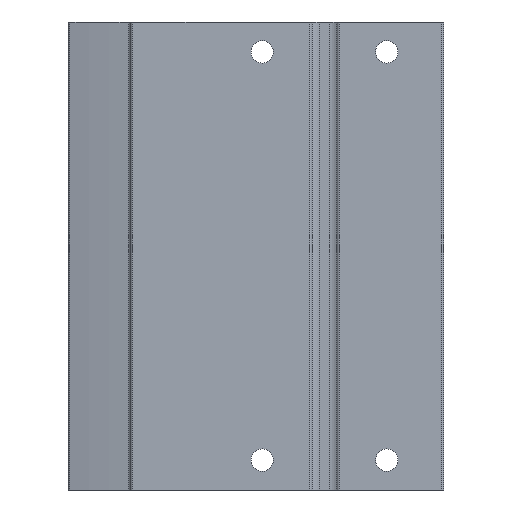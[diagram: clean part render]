
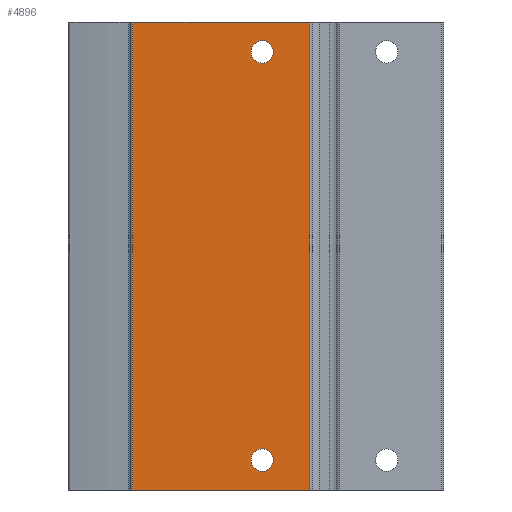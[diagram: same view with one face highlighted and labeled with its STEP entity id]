
A CAD part, front view. The second image highlights one B-rep face of the part: STEP entity #4896.
In plain terms, the highlighted planar face has unit normal (0, -1, 0).
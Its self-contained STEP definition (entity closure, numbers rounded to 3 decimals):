
#179=PLANE('',#5307);
#356=CIRCLE('',#5308,2.25);
#357=CIRCLE('',#5309,2.25);
#682=ORIENTED_EDGE('',*,*,#1978,.F.);
#683=ORIENTED_EDGE('',*,*,#1979,.F.);
#684=ORIENTED_EDGE('',*,*,#1980,.F.);
#685=ORIENTED_EDGE('',*,*,#1977,.F.);
#686=ORIENTED_EDGE('',*,*,#1981,.T.);
#687=ORIENTED_EDGE('',*,*,#1982,.T.);
#1977=EDGE_CURVE('',#2622,#2621,#3093,.T.);
#1978=EDGE_CURVE('',#2623,#2623,#356,.T.);
#1979=EDGE_CURVE('',#2624,#2624,#357,.T.);
#1980=EDGE_CURVE('',#2621,#2625,#3094,.T.);
#1981=EDGE_CURVE('',#2622,#2626,#3095,.T.);
#1982=EDGE_CURVE('',#2626,#2625,#3096,.T.);
#2621=VERTEX_POINT('',#7654);
#2622=VERTEX_POINT('',#7656);
#2623=VERTEX_POINT('',#7660);
#2624=VERTEX_POINT('',#7662);
#2625=VERTEX_POINT('',#7664);
#2626=VERTEX_POINT('',#7666);
#3093=LINE('',#7657,#3451);
#3094=LINE('',#7663,#3452);
#3095=LINE('',#7665,#3453);
#3096=LINE('',#7667,#3454);
#3451=VECTOR('',#5956,1000.);
#3452=VECTOR('',#5963,1000.);
#3453=VECTOR('',#5964,1000.);
#3454=VECTOR('',#5965,1000.);
#3814=EDGE_LOOP('',(#682));
#3815=EDGE_LOOP('',(#683));
#3816=EDGE_LOOP('',(#684,#685,#686,#687));
#4310=FACE_BOUND('',#3814,.T.);
#4311=FACE_BOUND('',#3815,.T.);
#4312=FACE_BOUND('',#3816,.T.);
#4896=ADVANCED_FACE('',(#4310,#4311,#4312),#179,.T.);
#5307=AXIS2_PLACEMENT_3D('',#7658,#5957,#5958);
#5308=AXIS2_PLACEMENT_3D('',#7659,#5959,#5960);
#5309=AXIS2_PLACEMENT_3D('',#7661,#5961,#5962);
#5956=DIRECTION('',(0.,0.,1.));
#5957=DIRECTION('',(0.,-1.,0.));
#5958=DIRECTION('',(0.,0.,-1.));
#5959=DIRECTION('',(0.,-1.,0.));
#5960=DIRECTION('',(0.,0.,-1.));
#5961=DIRECTION('',(0.,-1.,0.));
#5962=DIRECTION('',(0.,0.,-1.));
#5963=DIRECTION('',(1.,0.,0.));
#5964=DIRECTION('',(1.,0.,0.));
#5965=DIRECTION('',(0.,0.,1.));
#7654=CARTESIAN_POINT('',(-38.5,0.,0.));
#7656=CARTESIAN_POINT('',(-38.5,0.,-94.));
#7657=CARTESIAN_POINT('',(-38.5,0.,-94.));
#7658=CARTESIAN_POINT('',(-38.5,0.,-94.));
#7659=CARTESIAN_POINT('',(-12.5,0.,-88.));
#7660=CARTESIAN_POINT('',(-12.5,0.,-90.25));
#7661=CARTESIAN_POINT('',(-12.5,0.,-6.));
#7662=CARTESIAN_POINT('',(-12.5,0.,-8.25));
#7663=CARTESIAN_POINT('',(-38.5,0.,0.));
#7664=CARTESIAN_POINT('',(-3.,0.,0.));
#7665=CARTESIAN_POINT('',(-38.5,0.,-94.));
#7666=CARTESIAN_POINT('',(-3.,0.,-94.));
#7667=CARTESIAN_POINT('',(-3.,0.,-94.));
